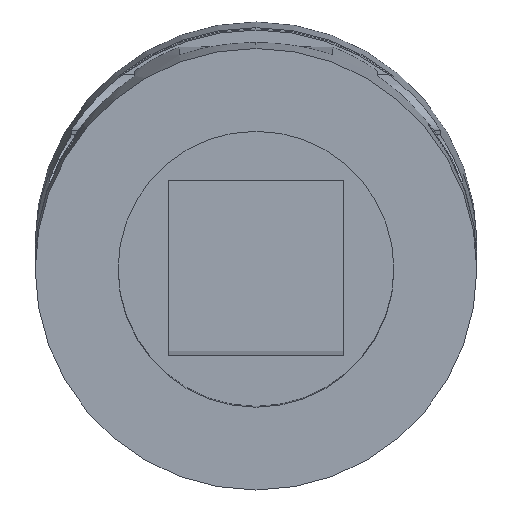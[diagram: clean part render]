
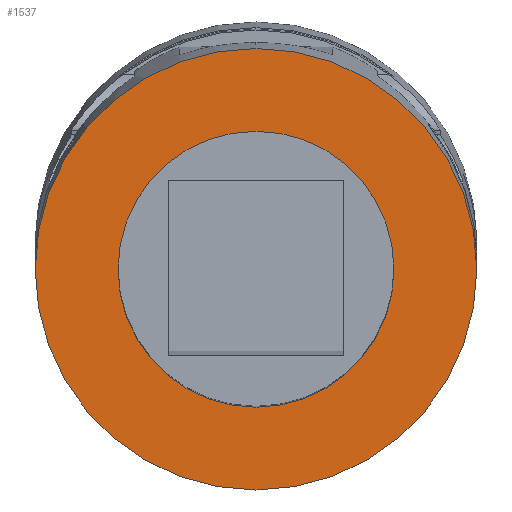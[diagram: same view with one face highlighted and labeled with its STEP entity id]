
A CAD part, top view. The second image highlights one B-rep face of the part: STEP entity #1537.
In plain terms, the highlighted face is planar.
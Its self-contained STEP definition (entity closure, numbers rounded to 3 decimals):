
#249 = CIRCLE ( 'NONE', #578, 4. ) ;
#282 = ORIENTED_EDGE ( 'NONE', *, *, #1974, .T. ) ;
#321 = FACE_OUTER_BOUND ( 'NONE', #1475, .T. ) ;
#351 = FACE_BOUND ( 'NONE', #1324, .T. ) ;
#356 = AXIS2_PLACEMENT_3D ( 'NONE', #705, #703, #701 ) ;
#474 = AXIS2_PLACEMENT_3D ( 'NONE', #1211, #1206, #1197 ) ;
#516 = AXIS2_PLACEMENT_3D ( 'NONE', #1331, #1319, #1318 ) ;
#544 = CARTESIAN_POINT ( 'NONE',  ( -4., 0., 3.175 ) ) ;
#548 = CARTESIAN_POINT ( 'NONE',  ( 4., 0., 3.175 ) ) ;
#577 = AXIS2_PLACEMENT_3D ( 'NONE', #1085, #1764, #1762 ) ;
#578 = AXIS2_PLACEMENT_3D ( 'NONE', #1683, #1677, #1675 ) ;
#701 = DIRECTION ( 'NONE',  ( 1., 0., 0. ) ) ;
#703 = DIRECTION ( 'NONE',  ( 0., 0., 1. ) ) ;
#705 = CARTESIAN_POINT ( 'NONE',  ( 0., 0., 3.175 ) ) ;
#796 = CARTESIAN_POINT ( 'NONE',  ( -2.5, 0., 3.175 ) ) ;
#804 = VERTEX_POINT ( 'NONE', #796 ) ;
#831 = CIRCLE ( 'NONE', #474, 2.5 ) ;
#1085 = CARTESIAN_POINT ( 'NONE',  ( 0., 0., 3.175 ) ) ;
#1197 = DIRECTION ( 'NONE',  ( 1., 0., 0. ) ) ;
#1206 = DIRECTION ( 'NONE',  ( 0., 0., -1. ) ) ;
#1211 = CARTESIAN_POINT ( 'NONE',  ( 0., 0., 3.175 ) ) ;
#1298 = ORIENTED_EDGE ( 'NONE', *, *, #1782, .T. ) ;
#1302 = VERTEX_POINT ( 'NONE', #2238 ) ;
#1318 = DIRECTION ( 'NONE',  ( 1., 0., 0. ) ) ;
#1319 = DIRECTION ( 'NONE',  ( 0., 0., -1. ) ) ;
#1324 = EDGE_LOOP ( 'NONE', ( #1298, #2104 ) ) ;
#1331 = CARTESIAN_POINT ( 'NONE',  ( 0., 0., 3.175 ) ) ;
#1447 = CIRCLE ( 'NONE', #516, 2.5 ) ;
#1475 = EDGE_LOOP ( 'NONE', ( #2000, #282 ) ) ;
#1522 = CIRCLE ( 'NONE', #356, 4. ) ;
#1537 = ADVANCED_FACE ( 'NONE', ( #351, #321 ), #1766, .T. ) ;
#1589 = EDGE_CURVE ( 'NONE', #2015, #2395, #249, .T. ) ;
#1675 = DIRECTION ( 'NONE',  ( 1., 0., 0. ) ) ;
#1677 = DIRECTION ( 'NONE',  ( 0., 0., 1. ) ) ;
#1683 = CARTESIAN_POINT ( 'NONE',  ( 0., 0., 3.175 ) ) ;
#1731 = EDGE_CURVE ( 'NONE', #1302, #804, #1447, .T. ) ;
#1762 = DIRECTION ( 'NONE',  ( 1., 0., 0. ) ) ;
#1764 = DIRECTION ( 'NONE',  ( 0., 0., 1. ) ) ;
#1766 = PLANE ( 'NONE',  #577 ) ;
#1782 = EDGE_CURVE ( 'NONE', #804, #1302, #831, .T. ) ;
#1974 = EDGE_CURVE ( 'NONE', #2395, #2015, #1522, .T. ) ;
#2000 = ORIENTED_EDGE ( 'NONE', *, *, #1589, .T. ) ;
#2015 = VERTEX_POINT ( 'NONE', #548 ) ;
#2104 = ORIENTED_EDGE ( 'NONE', *, *, #1731, .T. ) ;
#2238 = CARTESIAN_POINT ( 'NONE',  ( 2.5, 0., 3.175 ) ) ;
#2395 = VERTEX_POINT ( 'NONE', #544 ) ;
